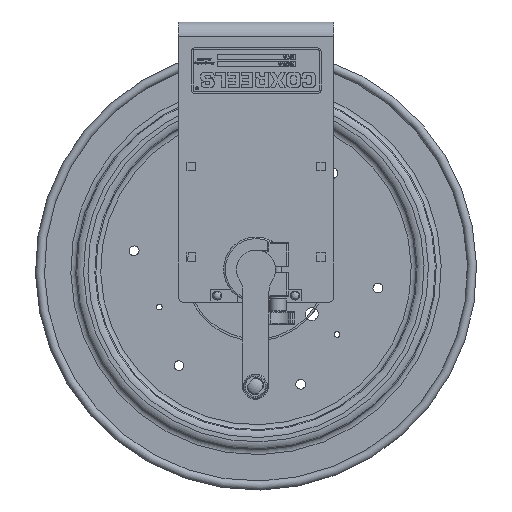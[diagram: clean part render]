
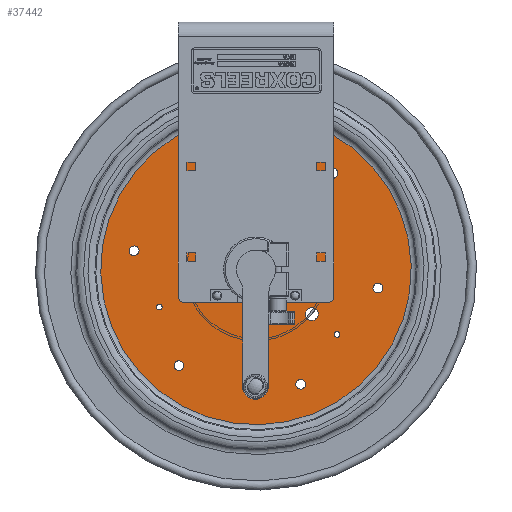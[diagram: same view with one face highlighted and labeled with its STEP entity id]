
A CAD part, left-side view. The second image highlights one B-rep face of the part: STEP entity #37442.
In plain terms, the highlighted planar face has unit normal (-1, 0, 0).
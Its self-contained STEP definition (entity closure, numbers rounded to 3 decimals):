
#743=FACE_BOUND('',#6133,.T.);
#744=FACE_BOUND('',#6134,.T.);
#745=FACE_BOUND('',#6135,.T.);
#746=FACE_BOUND('',#6136,.T.);
#747=FACE_BOUND('',#6137,.T.);
#748=FACE_BOUND('',#6138,.T.);
#749=FACE_BOUND('',#6139,.T.);
#750=FACE_BOUND('',#6140,.T.);
#751=FACE_BOUND('',#6141,.T.);
#752=FACE_BOUND('',#6142,.T.);
#753=FACE_BOUND('',#6143,.T.);
#754=FACE_BOUND('',#6144,.T.);
#755=FACE_BOUND('',#6145,.T.);
#1484=PLANE('',#39140);
#4464=FACE_OUTER_BOUND('',#6132,.T.);
#6132=EDGE_LOOP('',(#33853,#33854));
#6133=EDGE_LOOP('',(#33855));
#6134=EDGE_LOOP('',(#33856));
#6135=EDGE_LOOP('',(#33857));
#6136=EDGE_LOOP('',(#33858));
#6137=EDGE_LOOP('',(#33859));
#6138=EDGE_LOOP('',(#33860));
#6139=EDGE_LOOP('',(#33861));
#6140=EDGE_LOOP('',(#33862));
#6141=EDGE_LOOP('',(#33863));
#6142=EDGE_LOOP('',(#33864));
#6143=EDGE_LOOP('',(#33865));
#6144=EDGE_LOOP('',(#33866));
#6145=EDGE_LOOP('',(#33867));
#6813=CIRCLE('',#39095,0.43);
#6814=CIRCLE('',#39097,0.25);
#6815=CIRCLE('',#39099,0.25);
#6816=CIRCLE('',#39101,0.25);
#6817=CIRCLE('',#39103,0.188);
#6818=CIRCLE('',#39105,0.188);
#6819=CIRCLE('',#39107,0.188);
#6820=CIRCLE('',#39109,0.188);
#6821=CIRCLE('',#39111,0.188);
#6822=CIRCLE('',#39113,0.188);
#6823=CIRCLE('',#39115,0.11);
#6824=CIRCLE('',#39117,0.11);
#6841=CIRCLE('',#39141,5.983);
#6842=CIRCLE('',#39142,5.983);
#6843=CIRCLE('',#39143,0.11);
#18956=VERTEX_POINT('',#68721);
#18957=VERTEX_POINT('',#68725);
#18958=VERTEX_POINT('',#68729);
#18959=VERTEX_POINT('',#68733);
#18960=VERTEX_POINT('',#68737);
#18961=VERTEX_POINT('',#68741);
#18962=VERTEX_POINT('',#68745);
#18963=VERTEX_POINT('',#68749);
#18964=VERTEX_POINT('',#68753);
#18965=VERTEX_POINT('',#68757);
#18966=VERTEX_POINT('',#68761);
#18967=VERTEX_POINT('',#68765);
#18980=VERTEX_POINT('',#68803);
#18981=VERTEX_POINT('',#68804);
#18982=VERTEX_POINT('',#68807);
#25011=EDGE_CURVE('',#18956,#18956,#6813,.T.);
#25013=EDGE_CURVE('',#18957,#18957,#6814,.T.);
#25015=EDGE_CURVE('',#18958,#18958,#6815,.T.);
#25017=EDGE_CURVE('',#18959,#18959,#6816,.T.);
#25018=EDGE_CURVE('',#18960,#18960,#6817,.T.);
#25020=EDGE_CURVE('',#18961,#18961,#6818,.T.);
#25022=EDGE_CURVE('',#18962,#18962,#6819,.T.);
#25024=EDGE_CURVE('',#18963,#18963,#6820,.T.);
#25026=EDGE_CURVE('',#18964,#18964,#6821,.T.);
#25028=EDGE_CURVE('',#18965,#18965,#6822,.T.);
#25031=EDGE_CURVE('',#18966,#18966,#6823,.T.);
#25033=EDGE_CURVE('',#18967,#18967,#6824,.T.);
#25050=EDGE_CURVE('',#18980,#18981,#6841,.T.);
#25051=EDGE_CURVE('',#18981,#18980,#6842,.T.);
#25052=EDGE_CURVE('',#18982,#18982,#6843,.T.);
#33853=ORIENTED_EDGE('',*,*,#25050,.F.);
#33854=ORIENTED_EDGE('',*,*,#25051,.F.);
#33855=ORIENTED_EDGE('',*,*,#25011,.T.);
#33856=ORIENTED_EDGE('',*,*,#25013,.T.);
#33857=ORIENTED_EDGE('',*,*,#25015,.T.);
#33858=ORIENTED_EDGE('',*,*,#25017,.T.);
#33859=ORIENTED_EDGE('',*,*,#25052,.T.);
#33860=ORIENTED_EDGE('',*,*,#25018,.T.);
#33861=ORIENTED_EDGE('',*,*,#25020,.T.);
#33862=ORIENTED_EDGE('',*,*,#25022,.T.);
#33863=ORIENTED_EDGE('',*,*,#25024,.T.);
#33864=ORIENTED_EDGE('',*,*,#25026,.T.);
#33865=ORIENTED_EDGE('',*,*,#25028,.T.);
#33866=ORIENTED_EDGE('',*,*,#25031,.T.);
#33867=ORIENTED_EDGE('',*,*,#25033,.T.);
#37442=ADVANCED_FACE('',(#4464,#743,#744,#745,#746,#747,#748,#749,#750,
#751,#752,#753,#754,#755),#1484,.T.);
#39095=AXIS2_PLACEMENT_3D('',#68723,#45960,#45961);
#39097=AXIS2_PLACEMENT_3D('',#68727,#45965,#45966);
#39099=AXIS2_PLACEMENT_3D('',#68731,#45970,#45971);
#39101=AXIS2_PLACEMENT_3D('',#68735,#45975,#45976);
#39103=AXIS2_PLACEMENT_3D('',#68738,#45979,#45980);
#39105=AXIS2_PLACEMENT_3D('',#68742,#45984,#45985);
#39107=AXIS2_PLACEMENT_3D('',#68746,#45989,#45990);
#39109=AXIS2_PLACEMENT_3D('',#68750,#45994,#45995);
#39111=AXIS2_PLACEMENT_3D('',#68754,#45999,#46000);
#39113=AXIS2_PLACEMENT_3D('',#68758,#46004,#46005);
#39115=AXIS2_PLACEMENT_3D('',#68763,#46010,#46011);
#39117=AXIS2_PLACEMENT_3D('',#68767,#46015,#46016);
#39140=AXIS2_PLACEMENT_3D('',#68802,#46061,#46062);
#39141=AXIS2_PLACEMENT_3D('',#68805,#46063,#46064);
#39142=AXIS2_PLACEMENT_3D('',#68806,#46065,#46066);
#39143=AXIS2_PLACEMENT_3D('',#68808,#46067,#46068);
#45960=DIRECTION('center_axis',(1.,0.,0.));
#45961=DIRECTION('ref_axis',(0.,0.988,0.151));
#45965=DIRECTION('center_axis',(1.,0.,0.));
#45966=DIRECTION('ref_axis',(0.,0.988,0.151));
#45970=DIRECTION('center_axis',(1.,0.,0.));
#45971=DIRECTION('ref_axis',(0.,0.988,0.151));
#45975=DIRECTION('center_axis',(1.,0.,0.));
#45976=DIRECTION('ref_axis',(0.,0.988,0.151));
#45979=DIRECTION('center_axis',(1.,0.,0.));
#45980=DIRECTION('ref_axis',(0.,-0.988,-0.151));
#45984=DIRECTION('center_axis',(1.,0.,0.));
#45985=DIRECTION('ref_axis',(0.,-0.625,0.78));
#45989=DIRECTION('center_axis',(1.,0.,0.));
#45990=DIRECTION('ref_axis',(0.,0.363,0.932));
#45994=DIRECTION('center_axis',(1.,0.,0.));
#45995=DIRECTION('ref_axis',(0.,0.988,0.151));
#45999=DIRECTION('center_axis',(1.,0.,0.));
#46000=DIRECTION('ref_axis',(0.,0.625,-0.78));
#46004=DIRECTION('center_axis',(1.,0.,0.));
#46005=DIRECTION('ref_axis',(0.,-0.363,-0.932));
#46010=DIRECTION('center_axis',(1.,0.,0.));
#46011=DIRECTION('ref_axis',(0.,-0.363,-0.932));
#46015=DIRECTION('center_axis',(1.,0.,0.));
#46016=DIRECTION('ref_axis',(0.,-0.625,0.78));
#46061=DIRECTION('center_axis',(-1.,0.,0.));
#46062=DIRECTION('ref_axis',(0.,-0.151,0.988));
#46063=DIRECTION('center_axis',(1.,0.,0.));
#46064=DIRECTION('ref_axis',(0.,0.988,0.151));
#46065=DIRECTION('center_axis',(1.,0.,0.));
#46066=DIRECTION('ref_axis',(0.,0.988,0.151));
#46067=DIRECTION('center_axis',(1.,0.,0.));
#46068=DIRECTION('ref_axis',(0.,0.988,0.151));
#68721=CARTESIAN_POINT('',(-6.315,-0.42,-9.413));
#68723=CARTESIAN_POINT('Origin',(-6.315,0.005,
-9.347));
#68725=CARTESIAN_POINT('',(-6.315,2.32,-10.384));
#68727=CARTESIAN_POINT('Origin',(-6.315,2.567,-10.346));
#68729=CARTESIAN_POINT('',(-6.315,-0.658,-6.667));
#68731=CARTESIAN_POINT('Origin',(-6.315,-0.411,-6.629));
#68733=CARTESIAN_POINT('',(-6.315,-2.388,-11.105));
#68735=CARTESIAN_POINT('Origin',(-6.315,-2.141,-11.067));
#68737=CARTESIAN_POINT('',(-6.315,1.915,-4.893));
#68738=CARTESIAN_POINT('Origin',(-6.315,1.73,-4.922));
#68741=CARTESIAN_POINT('',(-6.315,4.817,-8.775));
#68742=CARTESIAN_POINT('Origin',(-6.315,4.7,-8.628));
#68745=CARTESIAN_POINT('',(-6.315,2.907,-13.229));
#68746=CARTESIAN_POINT('Origin',(-6.315,2.975,-13.054));
#68749=CARTESIAN_POINT('',(-6.315,-1.905,-13.802));
#68750=CARTESIAN_POINT('Origin',(-6.315,-1.72,-13.773));
#68753=CARTESIAN_POINT('',(-6.315,-4.807,-9.92));
#68754=CARTESIAN_POINT('Origin',(-6.315,-4.69,-10.067));
#68757=CARTESIAN_POINT('',(-6.315,-2.897,-5.466));
#68758=CARTESIAN_POINT('Origin',(-6.315,-2.965,-5.641));
#68761=CARTESIAN_POINT('',(-6.315,3.772,-10.698));
#68763=CARTESIAN_POINT('Origin',(-6.315,3.732,-10.8));
#68765=CARTESIAN_POINT('',(-6.315,-3.048,-11.934));
#68767=CARTESIAN_POINT('Origin',(-6.315,-3.116,-11.849));
#68802=CARTESIAN_POINT('Origin',(-6.315,2.962,-8.895));
#68803=CARTESIAN_POINT('',(-6.315,5.919,-8.442));
#68804=CARTESIAN_POINT('',(-6.315,-0.901,-3.433));
#68805=CARTESIAN_POINT('Origin',(-6.315,0.005,
-9.347));
#68806=CARTESIAN_POINT('Origin',(-6.315,0.005,
-9.347));
#68807=CARTESIAN_POINT('',(-6.315,-0.709,-5.41));
#68808=CARTESIAN_POINT('Origin',(-6.315,-0.601,-5.394));
